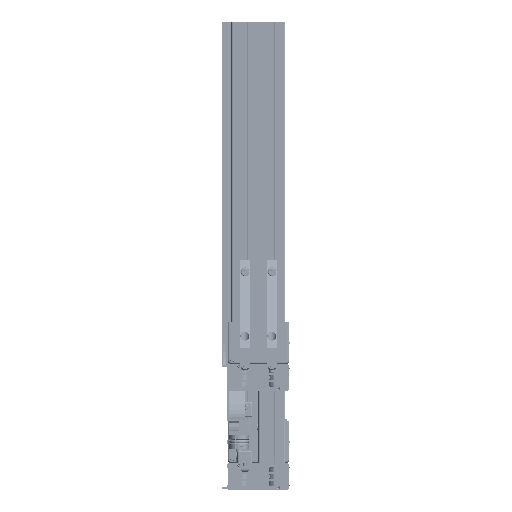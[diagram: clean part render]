
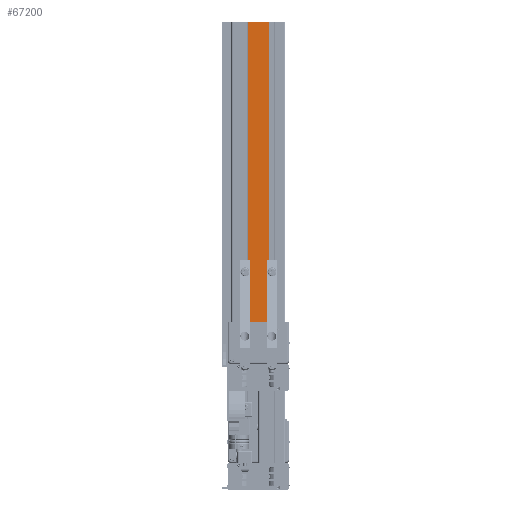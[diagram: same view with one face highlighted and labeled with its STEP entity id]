
A CAD part, left-side view. The second image highlights one B-rep face of the part: STEP entity #67200.
In plain terms, the highlighted planar face has unit normal (-1, 0, 0).
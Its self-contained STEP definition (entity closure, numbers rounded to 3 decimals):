
#4684=PLANE('',#73880);
#7176=FACE_OUTER_BOUND('',#10993,.T.);
#10993=EDGE_LOOP('',(#50832,#50833,#50834,#50835));
#15768=LINE('',#105164,#21913);
#15867=LINE('',#105439,#22012);
#15868=LINE('',#105442,#22013);
#15869=LINE('',#105443,#22014);
#21913=VECTOR('',#84274,10.);
#22012=VECTOR('',#84523,10.);
#22013=VECTOR('',#84526,10.);
#22014=VECTOR('',#84527,10.);
#31200=VERTEX_POINT('',#105161);
#31201=VERTEX_POINT('',#105163);
#31302=VERTEX_POINT('',#105437);
#31303=VERTEX_POINT('',#105441);
#38459=EDGE_CURVE('',#31201,#31200,#15768,.T.);
#38597=EDGE_CURVE('',#31200,#31302,#15867,.T.);
#38598=EDGE_CURVE('',#31302,#31303,#15868,.T.);
#38599=EDGE_CURVE('',#31201,#31303,#15869,.T.);
#50832=ORIENTED_EDGE('',*,*,#38598,.T.);
#50833=ORIENTED_EDGE('',*,*,#38599,.F.);
#50834=ORIENTED_EDGE('',*,*,#38459,.T.);
#50835=ORIENTED_EDGE('',*,*,#38597,.T.);
#67200=ADVANCED_FACE('',(#7176),#4684,.T.);
#73880=AXIS2_PLACEMENT_3D('',#105440,#84524,#84525);
#84274=DIRECTION('',(0.,-1.,0.));
#84523=DIRECTION('',(0.,0.,1.));
#84524=DIRECTION('center_axis',(-1.,0.,0.));
#84525=DIRECTION('ref_axis',(0.,0.,1.));
#84526=DIRECTION('',(0.,1.,0.));
#84527=DIRECTION('',(0.,0.,1.));
#105161=CARTESIAN_POINT('',(-22.5,-18.1,-250.));
#105163=CARTESIAN_POINT('',(-22.5,18.1,-250.));
#105164=CARTESIAN_POINT('',(-22.5,18.1,-250.));
#105437=CARTESIAN_POINT('',(-22.5,-18.1,250.));
#105439=CARTESIAN_POINT('',(-22.5,-18.1,0.));
#105440=CARTESIAN_POINT('Origin',(-22.5,-18.1,0.));
#105441=CARTESIAN_POINT('',(-22.5,18.1,250.));
#105442=CARTESIAN_POINT('',(-22.5,18.1,250.));
#105443=CARTESIAN_POINT('',(-22.5,18.1,0.));
